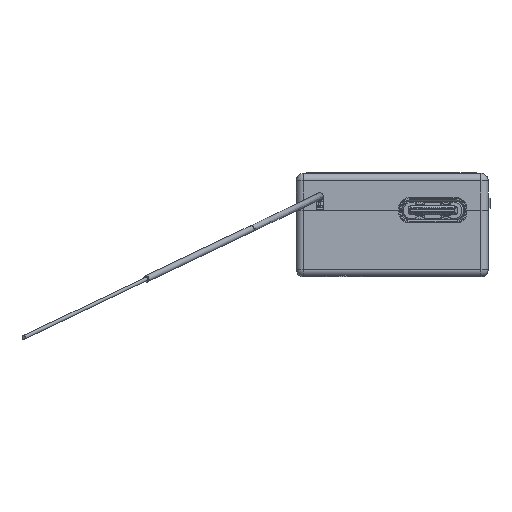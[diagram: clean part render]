
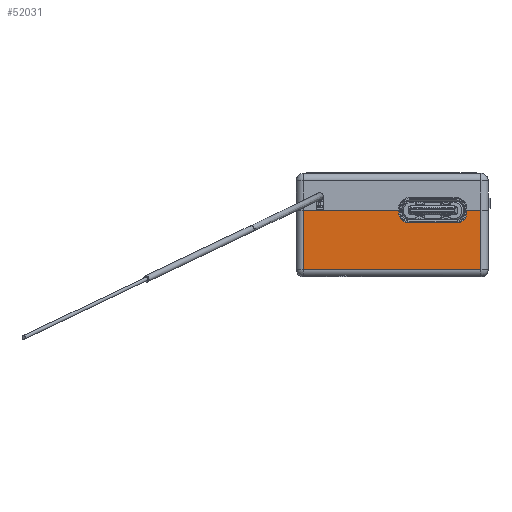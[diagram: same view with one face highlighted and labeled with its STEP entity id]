
A CAD part, left-side view. The second image highlights one B-rep face of the part: STEP entity #52031.
In plain terms, the highlighted planar face has unit normal (-1, 0, 0).
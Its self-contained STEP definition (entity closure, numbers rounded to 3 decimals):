
#2312=PLANE('',#56263);
#4877=FACE_OUTER_BOUND('',#7647,.T.);
#7647=EDGE_LOOP('',(#46955,#46956,#46957,#46958,#46959,#46960,#46961,#46962,
#46963,#46964));
#13282=LINE('',#86428,#19132);
#13283=LINE('',#86430,#19133);
#13284=LINE('',#86434,#19134);
#13285=LINE('',#86438,#19135);
#13286=LINE('',#86440,#19136);
#13287=LINE('',#86442,#19137);
#13288=LINE('',#86444,#19138);
#13289=LINE('',#86445,#19139);
#19132=VECTOR('',#69436,1000.);
#19133=VECTOR('',#69437,1000.);
#19134=VECTOR('',#69440,1000.);
#19135=VECTOR('',#69443,1000.);
#19136=VECTOR('',#69444,1000.);
#19137=VECTOR('',#69445,1000.);
#19138=VECTOR('',#69446,1000.);
#19139=VECTOR('',#69447,1000.);
#20956=CIRCLE('',#56264,1.3);
#20957=CIRCLE('',#56265,1.3);
#25529=VERTEX_POINT('',#86426);
#25530=VERTEX_POINT('',#86427);
#25531=VERTEX_POINT('',#86429);
#25532=VERTEX_POINT('',#86431);
#25533=VERTEX_POINT('',#86433);
#25534=VERTEX_POINT('',#86435);
#25535=VERTEX_POINT('',#86437);
#25536=VERTEX_POINT('',#86439);
#25537=VERTEX_POINT('',#86441);
#25538=VERTEX_POINT('',#86443);
#32757=EDGE_CURVE('',#25529,#25530,#13282,.T.);
#32758=EDGE_CURVE('',#25531,#25529,#13283,.T.);
#32759=EDGE_CURVE('',#25531,#25532,#20956,.T.);
#32760=EDGE_CURVE('',#25533,#25532,#13284,.T.);
#32761=EDGE_CURVE('',#25533,#25534,#20957,.T.);
#32762=EDGE_CURVE('',#25535,#25534,#13285,.T.);
#32763=EDGE_CURVE('',#25536,#25535,#13286,.T.);
#32764=EDGE_CURVE('',#25536,#25537,#13287,.T.);
#32765=EDGE_CURVE('',#25537,#25538,#13288,.T.);
#32766=EDGE_CURVE('',#25538,#25530,#13289,.T.);
#46955=ORIENTED_EDGE('',*,*,#32757,.F.);
#46956=ORIENTED_EDGE('',*,*,#32758,.F.);
#46957=ORIENTED_EDGE('',*,*,#32759,.T.);
#46958=ORIENTED_EDGE('',*,*,#32760,.F.);
#46959=ORIENTED_EDGE('',*,*,#32761,.T.);
#46960=ORIENTED_EDGE('',*,*,#32762,.F.);
#46961=ORIENTED_EDGE('',*,*,#32763,.F.);
#46962=ORIENTED_EDGE('',*,*,#32764,.T.);
#46963=ORIENTED_EDGE('',*,*,#32765,.T.);
#46964=ORIENTED_EDGE('',*,*,#32766,.T.);
#52031=ADVANCED_FACE('',(#4877),#2312,.F.);
#56263=AXIS2_PLACEMENT_3D('',#86425,#69434,#69435);
#56264=AXIS2_PLACEMENT_3D('',#86432,#69438,#69439);
#56265=AXIS2_PLACEMENT_3D('',#86436,#69441,#69442);
#69434=DIRECTION('center_axis',(1.,0.,0.));
#69435=DIRECTION('ref_axis',(0.,0.,-1.));
#69436=DIRECTION('',(0.,-1.,0.));
#69437=DIRECTION('',(0.,0.,1.));
#69438=DIRECTION('center_axis',(1.,0.,0.));
#69439=DIRECTION('ref_axis',(0.,0.,-1.));
#69440=DIRECTION('',(0.,-1.,0.));
#69441=DIRECTION('center_axis',(1.,0.,0.));
#69442=DIRECTION('ref_axis',(0.,0.,-1.));
#69443=DIRECTION('',(0.,0.,-1.));
#69444=DIRECTION('',(0.,-1.,0.));
#69445=DIRECTION('',(0.,0.,-1.));
#69446=DIRECTION('',(0.,-1.,0.));
#69447=DIRECTION('',(0.,0.,1.));
#86425=CARTESIAN_POINT('Origin',(0.,0.,9.));
#86426=CARTESIAN_POINT('',(0.,2.91,9.));
#86427=CARTESIAN_POINT('',(0.,1.,9.));
#86428=CARTESIAN_POINT('',(0.,0.,9.));
#86429=CARTESIAN_POINT('',(0.,2.91,8.6));
#86430=CARTESIAN_POINT('',(0.,2.91,9.));
#86431=CARTESIAN_POINT('',(0.,4.21,7.3));
#86432=CARTESIAN_POINT('Origin',(0.,4.21,8.6));
#86433=CARTESIAN_POINT('',(0.,10.79,7.3));
#86434=CARTESIAN_POINT('',(0.,12.09,7.3));
#86435=CARTESIAN_POINT('',(0.,12.09,8.6));
#86436=CARTESIAN_POINT('Origin',(0.,10.79,8.6));
#86437=CARTESIAN_POINT('',(0.,12.09,9.));
#86438=CARTESIAN_POINT('',(0.,12.09,9.));
#86439=CARTESIAN_POINT('',(0.,25.,9.));
#86440=CARTESIAN_POINT('',(0.,0.,9.));
#86441=CARTESIAN_POINT('',(0.,25.,1.));
#86442=CARTESIAN_POINT('',(0.,25.,9.));
#86443=CARTESIAN_POINT('',(0.,1.,1.));
#86444=CARTESIAN_POINT('',(0.,0.,1.));
#86445=CARTESIAN_POINT('',(0.,1.,9.));
